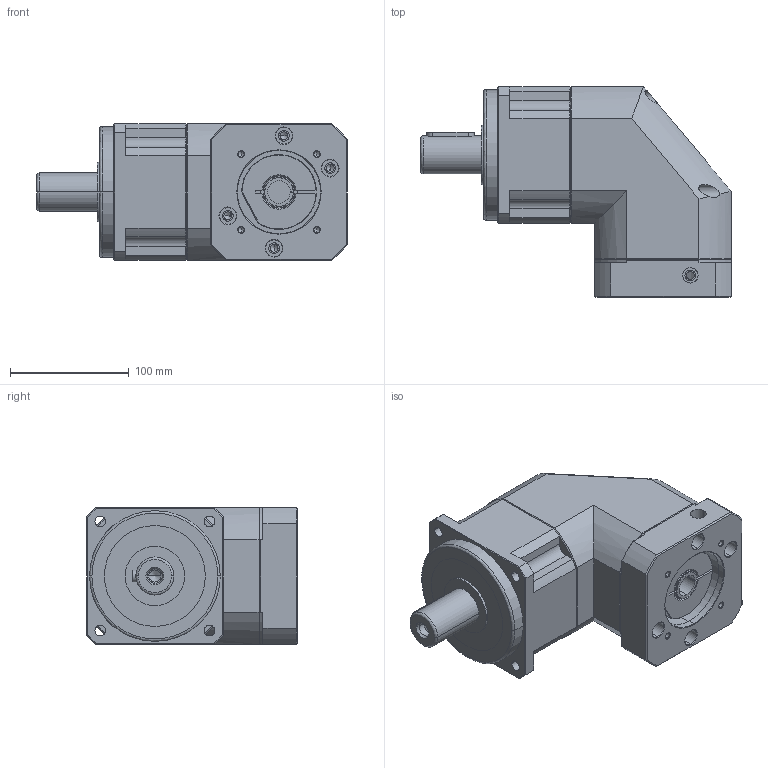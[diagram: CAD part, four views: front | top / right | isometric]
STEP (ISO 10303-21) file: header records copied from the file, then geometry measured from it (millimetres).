
FILE_DESCRIPTION (( 'STEP AP214' ), '1' );
FILE_NAME ('SBL115-L1-19-70-90-M5-M6.STEP', '2021-12-25T08:14:26', ( 'admin' ), ( '' ), 'SwSTEP 2.0', 'SolidWorks 2013', '' );
FILE_SCHEMA (( 'AUTOMOTIVE_DESIGN' ));
Length unit declared in the file: millimetre
Products named in the file (6): SBL115-70-90M6; 22-19_X2_8F6C63625957_X0_; SBL115_X2_8F9351658F7495017D2773AF_X0_-22; SBL115-22; SB115_X2_8F9351FA7AEF_X0_; SBL115-L1-19-70-90-M5-M6
Assembly tree (5 placements, depth 2):
  SBL115-L1-19-70-90-M5-M6
    SB115_X2_8F9351FA7AEF_X0_
    SBL115-22
    SBL115_X2_8F9351658F7495017D2773AF_X0_-22
    22-19_X2_8F6C63625957_X0_
    SBL115-70-90M6
Bounding box: 261.5 x 177.5 x 115 mm (x, y, z)
Volume: 2467153 mm3; surface area: 275101.7 mm2
Topology: 6 solids, 6 shells, 470 faces, 1170 edges, 721 vertices
Faces by surface type: cylinder 184, plane 173, cone 99, bspline 14
Entity records: 20645 total; most frequent: CARTESIAN_POINT 4222, DIRECTION 2304, ORIENTED_EDGE 2292, EDGE_CURVE 1146, AXIS2_PLACEMENT_3D 889, VERTEX_POINT 721, EDGE_LOOP 537, VECTOR 526
